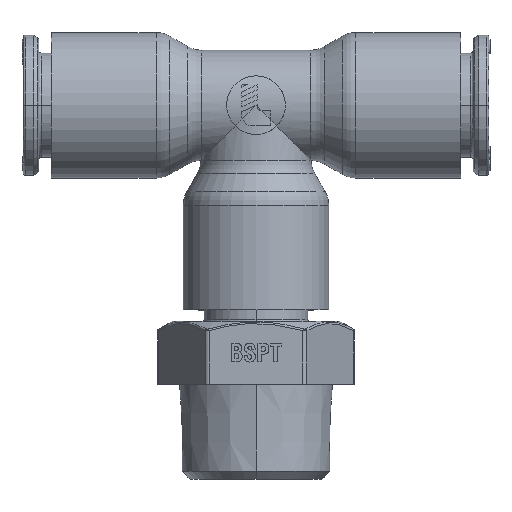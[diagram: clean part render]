
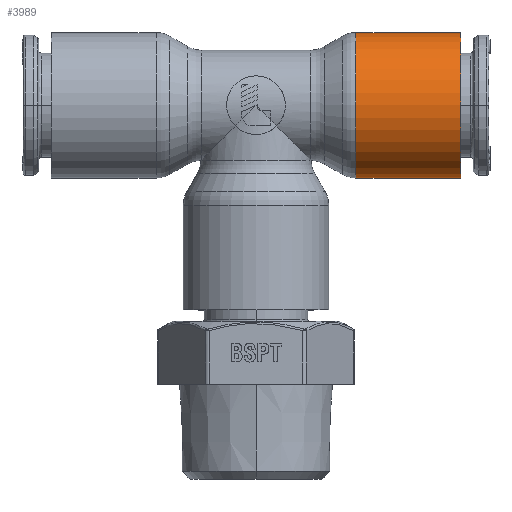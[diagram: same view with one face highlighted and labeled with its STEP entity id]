
A CAD part, top view. The second image highlights one B-rep face of the part: STEP entity #3989.
In plain terms, the highlighted cylindrical face has radius 8.05 mm (diameter 16.1 mm), a partial arc.
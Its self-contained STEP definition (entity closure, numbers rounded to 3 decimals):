
#3989=ADVANCED_FACE('',(#9235),#9236,.T.);
#9235=FACE_OUTER_BOUND('',#18936,.T.);
#9236=CYLINDRICAL_SURFACE('',#18937,8.05);
#18936=EDGE_LOOP('',(#35263,#35264,#35265,#35266));
#18937=AXIS2_PLACEMENT_3D('',#35267,#35268,#35269);
#35263=ORIENTED_EDGE('',*,*,#50878,.T.);
#35264=ORIENTED_EDGE('',*,*,#50879,.T.);
#35265=ORIENTED_EDGE('',*,*,#50880,.T.);
#35266=ORIENTED_EDGE('',*,*,#50881,.T.);
#35267=CARTESIAN_POINT('',(-24.915,0.0,0.0));
#35268=DIRECTION('',(-1.0,-0.0,0.0));
#35269=DIRECTION('',(0.0,-1.0,0.0));
#50878=EDGE_CURVE('',#61288,#61289,#61290,.T.);
#50879=EDGE_CURVE('',#61289,#61291,#61292,.T.);
#50880=EDGE_CURVE('',#61291,#61293,#61294,.T.);
#50881=EDGE_CURVE('',#61293,#61288,#61295,.T.);
#61288=VERTEX_POINT('',#78951);
#61289=VERTEX_POINT('',#78952);
#61290=LINE('',#78953,#78954);
#61291=VERTEX_POINT('',#78955);
#61292=CIRCLE('',#78956,8.05);
#61293=VERTEX_POINT('',#78957);
#61294=LINE('',#78958,#78959);
#61295=CIRCLE('',#78960,8.05);
#78951=CARTESIAN_POINT('',(11.054,-8.05,0.0));
#78952=CARTESIAN_POINT('',(22.65,-8.05,0.0));
#78953=CARTESIAN_POINT('',(16.852,-8.05,0.));
#78954=VECTOR('',#91979,1.0);
#78955=CARTESIAN_POINT('',(22.65,8.05,0.));
#78956=AXIS2_PLACEMENT_3D('',#91980,#91981,#91982);
#78957=CARTESIAN_POINT('',(11.054,8.05,0.));
#78958=CARTESIAN_POINT('',(16.852,8.05,0.));
#78959=VECTOR('',#91983,1.0);
#78960=AXIS2_PLACEMENT_3D('',#91984,#91985,#91986);
#91979=DIRECTION('',(1.0,-0.0,-0.0));
#91980=CARTESIAN_POINT('',(22.65,0.0,0.0));
#91981=DIRECTION('',(-1.0,0.0,0.0));
#91982=DIRECTION('',(0.0,1.0,0.0));
#91983=DIRECTION('',(-1.0,-0.0,-0.0));
#91984=CARTESIAN_POINT('',(11.054,0.0,0.0));
#91985=DIRECTION('',(1.0,0.0,0.0));
#91986=DIRECTION('',(0.0,1.0,0.0));
